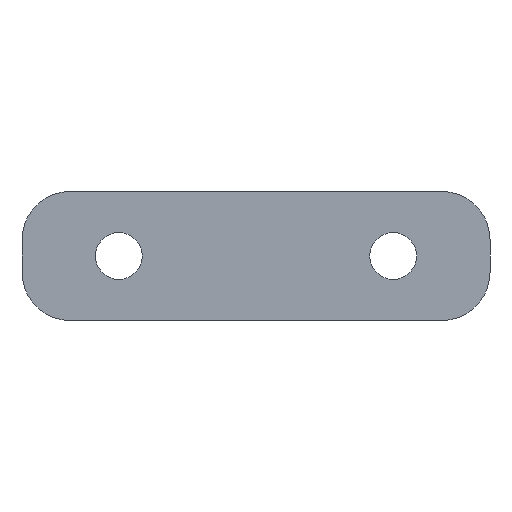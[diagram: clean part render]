
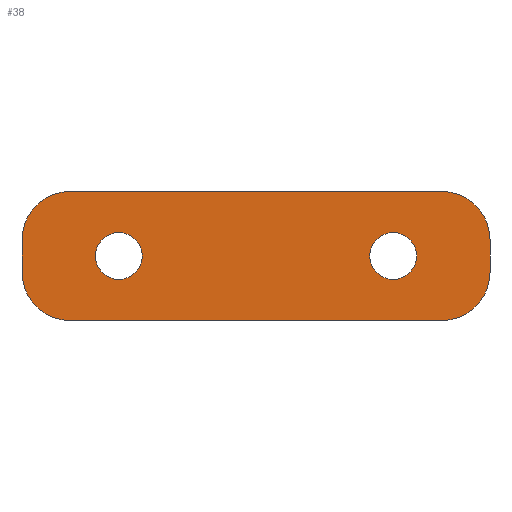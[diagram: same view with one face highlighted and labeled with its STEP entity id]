
A CAD part, front view. The second image highlights one B-rep face of the part: STEP entity #38.
In plain terms, the highlighted planar face has unit normal (0, -1, 0).
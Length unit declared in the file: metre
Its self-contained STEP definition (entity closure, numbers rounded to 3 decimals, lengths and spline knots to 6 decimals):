
#38 = ADVANCED_FACE( '', ( #80, #81, #82 ), #83, .T. );
#80 = FACE_BOUND( '', #129, .T. );
#81 = FACE_BOUND( '', #130, .T. );
#82 = FACE_OUTER_BOUND( '', #131, .T. );
#83 = PLANE( '', #132 );
#129 = EDGE_LOOP( '', ( #177 ) );
#130 = EDGE_LOOP( '', ( #178 ) );
#131 = EDGE_LOOP( '', ( #179, #180, #181, #182, #183, #184, #185, #186 ) );
#132 = AXIS2_PLACEMENT_3D( '', #187, #188, #189 );
#177 = ORIENTED_EDGE( '', *, *, #278, .F. );
#178 = ORIENTED_EDGE( '', *, *, #279, .F. );
#179 = ORIENTED_EDGE( '', *, *, #280, .F. );
#180 = ORIENTED_EDGE( '', *, *, #281, .T. );
#181 = ORIENTED_EDGE( '', *, *, #273, .F. );
#182 = ORIENTED_EDGE( '', *, *, #282, .T. );
#183 = ORIENTED_EDGE( '', *, *, #283, .F. );
#184 = ORIENTED_EDGE( '', *, *, #284, .T. );
#185 = ORIENTED_EDGE( '', *, *, #285, .F. );
#186 = ORIENTED_EDGE( '', *, *, #286, .T. );
#187 = CARTESIAN_POINT( '', ( 0., 0., 0. ) );
#188 = DIRECTION( '', ( 0., -1., 0. ) );
#189 = DIRECTION( '', ( 0., 0., -1. ) );
#273 = EDGE_CURVE( '', #313, #314, #315, .T. );
#278 = EDGE_CURVE( '', #322, #322, #323, .T. );
#279 = EDGE_CURVE( '', #324, #324, #325, .T. );
#280 = EDGE_CURVE( '', #326, #327, #328, .T. );
#281 = EDGE_CURVE( '', #326, #314, #329, .T. );
#282 = EDGE_CURVE( '', #313, #330, #331, .T. );
#283 = EDGE_CURVE( '', #332, #330, #333, .T. );
#284 = EDGE_CURVE( '', #332, #334, #335, .T. );
#285 = EDGE_CURVE( '', #336, #334, #337, .T. );
#286 = EDGE_CURVE( '', #336, #327, #338, .T. );
#313 = VERTEX_POINT( '', #373 );
#314 = VERTEX_POINT( '', #374 );
#315 = LINE( '', #375, #376 );
#322 = VERTEX_POINT( '', #386 );
#323 = CIRCLE( '', #387, 0.00145 );
#324 = VERTEX_POINT( '', #388 );
#325 = CIRCLE( '', #389, 0.00145 );
#326 = VERTEX_POINT( '', #390 );
#327 = VERTEX_POINT( '', #391 );
#328 = LINE( '', #392, #393 );
#329 = CIRCLE( '', #394, 0.003 );
#330 = VERTEX_POINT( '', #395 );
#331 = CIRCLE( '', #396, 0.003 );
#332 = VERTEX_POINT( '', #397 );
#333 = LINE( '', #398, #399 );
#334 = VERTEX_POINT( '', #400 );
#335 = CIRCLE( '', #401, 0.003 );
#336 = VERTEX_POINT( '', #402 );
#337 = LINE( '', #403, #404 );
#338 = CIRCLE( '', #405, 0.003 );
#373 = CARTESIAN_POINT( '', ( 0.026, 0., -0.008 ) );
#374 = CARTESIAN_POINT( '', ( 0.003, 0., -0.008 ) );
#375 = CARTESIAN_POINT( '', ( 0., 0., -0.008 ) );
#376 = VECTOR( '', #448, 1. );
#386 = CARTESIAN_POINT( '', ( 0.006, 0., -0.00545 ) );
#387 = AXIS2_PLACEMENT_3D( '', #452, #453, #454 );
#388 = CARTESIAN_POINT( '', ( 0.023, 0., -0.00545 ) );
#389 = AXIS2_PLACEMENT_3D( '', #455, #456, #457 );
#390 = CARTESIAN_POINT( '', ( 0., 0., -0.005 ) );
#391 = CARTESIAN_POINT( '', ( 0., 0., -0.003 ) );
#392 = CARTESIAN_POINT( '', ( 0., 0., 0. ) );
#393 = VECTOR( '', #458, 1. );
#394 = AXIS2_PLACEMENT_3D( '', #459, #460, #461 );
#395 = CARTESIAN_POINT( '', ( 0.029, 0., -0.005 ) );
#396 = AXIS2_PLACEMENT_3D( '', #462, #463, #464 );
#397 = CARTESIAN_POINT( '', ( 0.029, 0., -0.003 ) );
#398 = CARTESIAN_POINT( '', ( 0.029, 0., 0. ) );
#399 = VECTOR( '', #465, 1. );
#400 = CARTESIAN_POINT( '', ( 0.026, 0., 0. ) );
#401 = AXIS2_PLACEMENT_3D( '', #466, #467, #468 );
#402 = CARTESIAN_POINT( '', ( 0.003, 0., 0. ) );
#403 = CARTESIAN_POINT( '', ( 0., 0., 0. ) );
#404 = VECTOR( '', #469, 1. );
#405 = AXIS2_PLACEMENT_3D( '', #470, #471, #472 );
#448 = DIRECTION( '', ( -1., 0., 0. ) );
#452 = CARTESIAN_POINT( '', ( 0.006, 0., -0.004 ) );
#453 = DIRECTION( '', ( 0., -1., 0. ) );
#454 = DIRECTION( '', ( 0., 0., -1. ) );
#455 = CARTESIAN_POINT( '', ( 0.023, 0., -0.004 ) );
#456 = DIRECTION( '', ( 0., -1., 0. ) );
#457 = DIRECTION( '', ( 0., 0., -1. ) );
#458 = DIRECTION( '', ( 0., 0., 1. ) );
#459 = CARTESIAN_POINT( '', ( 0.003, 0., -0.005 ) );
#460 = DIRECTION( '', ( 0., -1., 0. ) );
#461 = DIRECTION( '', ( 0., 0., -1. ) );
#462 = CARTESIAN_POINT( '', ( 0.026, 0., -0.005 ) );
#463 = DIRECTION( '', ( 0., -1., 0. ) );
#464 = DIRECTION( '', ( 0., 0., -1. ) );
#465 = DIRECTION( '', ( 0., 0., -1. ) );
#466 = CARTESIAN_POINT( '', ( 0.026, 0., -0.003 ) );
#467 = DIRECTION( '', ( 0., -1., 0. ) );
#468 = DIRECTION( '', ( 0., 0., -1. ) );
#469 = DIRECTION( '', ( 1., 0., 0. ) );
#470 = CARTESIAN_POINT( '', ( 0.003, 0., -0.003 ) );
#471 = DIRECTION( '', ( 0., -1., 0. ) );
#472 = DIRECTION( '', ( 0., 0., -1. ) );
